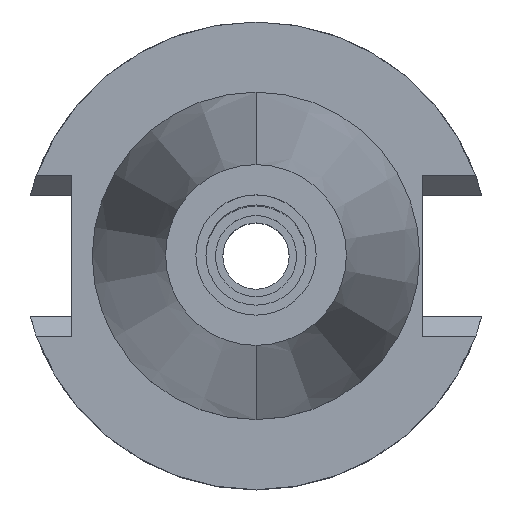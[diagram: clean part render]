
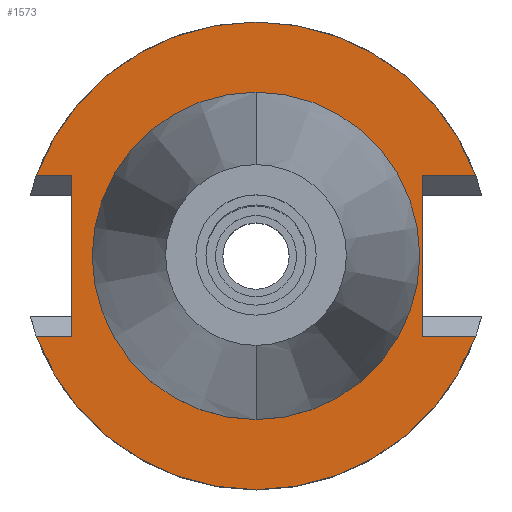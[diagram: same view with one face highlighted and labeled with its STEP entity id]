
A CAD part, top view. The second image highlights one B-rep face of the part: STEP entity #1573.
In plain terms, the highlighted planar face has unit normal (0, 0, 1).
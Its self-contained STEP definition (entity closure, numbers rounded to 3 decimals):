
#94=DIRECTION('',(0.,-1.,0.));
#95=VECTOR('',#94,21.78);
#96=CARTESIAN_POINT('',(22.57,10.89,-1.));
#97=LINE('',#96,#95);
#101=DIRECTION('',(1.,0.,0.));
#102=VECTOR('',#101,7.254);
#103=CARTESIAN_POINT('',(22.57,-10.89,-1.));
#104=LINE('',#103,#102);
#108=CARTESIAN_POINT('',(0.,0.,-1.));
#109=DIRECTION('',(0.,0.,-1.));
#110=DIRECTION('',(0.939,-0.343,0.));
#111=AXIS2_PLACEMENT_3D('',#108,#109,#110);
#116=CARTESIAN_POINT('',(0.,0.,-1.));
#117=DIRECTION('',(0.,0.,-1.));
#118=DIRECTION('',(0.,-1.,0.));
#119=AXIS2_PLACEMENT_3D('',#116,#117,#118);
#124=DIRECTION('',(-1.,0.,0.));
#125=VECTOR('',#124,4.844);
#126=CARTESIAN_POINT('',(-24.98,10.89,-1.));
#127=LINE('',#126,#125);
#131=CARTESIAN_POINT('',(0.,0.,-1.));
#132=DIRECTION('',(0.,0.,-1.));
#133=DIRECTION('',(-0.939,0.343,0.));
#134=AXIS2_PLACEMENT_3D('',#131,#132,#133);
#139=CARTESIAN_POINT('',(0.,0.,-1.));
#140=DIRECTION('',(0.,0.,-1.));
#141=DIRECTION('',(0.,1.,0.));
#142=AXIS2_PLACEMENT_3D('',#139,#140,#141);
#147=CARTESIAN_POINT('',(0.,0.,-1.));
#148=DIRECTION('',(0.,0.,1.));
#149=DIRECTION('',(0.,-1.,0.));
#150=AXIS2_PLACEMENT_3D('',#147,#148,#149);
#155=CARTESIAN_POINT('',(0.,0.,-1.));
#156=DIRECTION('',(0.,0.,1.));
#157=DIRECTION('',(0.,1.,0.));
#158=AXIS2_PLACEMENT_3D('',#155,#156,#157);
#291=DIRECTION('',(1.,0.,0.));
#292=VECTOR('',#291,7.254);
#293=CARTESIAN_POINT('',(22.57,10.89,-1.));
#294=LINE('',#293,#292);
#308=CARTESIAN_POINT('',(29.824,10.89,-1.));
#335=DIRECTION('',(0.,-1.,0.));
#336=VECTOR('',#335,21.78);
#337=CARTESIAN_POINT('',(-24.98,10.89,-1.));
#338=LINE('',#337,#336);
#561=DIRECTION('',(-1.,0.,0.));
#562=VECTOR('',#561,4.844);
#563=CARTESIAN_POINT('',(-24.98,-10.89,-1.));
#564=LINE('',#563,#562);
#575=CARTESIAN_POINT('',(29.824,-10.89,-1.));
#600=CARTESIAN_POINT('',(-29.824,-10.89,-1.));
#1356=CARTESIAN_POINT('',(22.57,-10.89,-1.));
#1357=VERTEX_POINT('',#1356);
#1358=CARTESIAN_POINT('',(22.57,10.89,-1.));
#1359=VERTEX_POINT('',#1358);
#1399=CARTESIAN_POINT('',(-24.98,10.89,-1.));
#1400=VERTEX_POINT('',#1399);
#1401=CARTESIAN_POINT('',(-24.98,-10.89,-1.));
#1402=VERTEX_POINT('',#1401);
#1445=VERTEX_POINT('',#575);
#1446=VERTEX_POINT('',#600);
#1447=CARTESIAN_POINT('',(0.,-31.75,-1.));
#1448=VERTEX_POINT('',#1447);
#1451=VERTEX_POINT('',#308);
#1452=CARTESIAN_POINT('',(0.,31.75,-1.));
#1453=VERTEX_POINT('',#1452);
#1454=CARTESIAN_POINT('',(-29.824,10.89,-1.));
#1455=VERTEX_POINT('',#1454);
#1456=CARTESIAN_POINT('',(0.,-22.225,-1.));
#1457=CARTESIAN_POINT('',(0.,22.225,-1.));
#1458=VERTEX_POINT('',#1456);
#1459=VERTEX_POINT('',#1457);
#1542=CARTESIAN_POINT('',(0.,0.,-1.));
#1543=DIRECTION('',(0.,0.,-1.));
#1544=DIRECTION('',(0.,-1.,0.));
#1545=AXIS2_PLACEMENT_3D('',#1542,#1543,#1544);
#1546=PLANE('',#1545);
#1548=ORIENTED_EDGE('',*,*,#1547,.T.);
#1550=ORIENTED_EDGE('',*,*,#1549,.T.);
#1552=ORIENTED_EDGE('',*,*,#1551,.T.);
#1554=ORIENTED_EDGE('',*,*,#1553,.T.);
#1556=ORIENTED_EDGE('',*,*,#1555,.F.);
#1558=ORIENTED_EDGE('',*,*,#1557,.F.);
#1560=ORIENTED_EDGE('',*,*,#1559,.T.);
#1562=ORIENTED_EDGE('',*,*,#1561,.T.);
#1564=ORIENTED_EDGE('',*,*,#1563,.T.);
#1566=ORIENTED_EDGE('',*,*,#1565,.F.);
#1567=EDGE_LOOP('',(#1548,#1550,#1552,#1554,#1556,#1558,#1560,#1562,#1564,
#1566));
#1568=FACE_OUTER_BOUND('',#1567,.F.);
#1569=ORIENTED_EDGE('',*,*,#1521,.T.);
#1570=ORIENTED_EDGE('',*,*,#1537,.T.);
#1571=EDGE_LOOP('',(#1569,#1570));
#1572=FACE_BOUND('',#1571,.F.);
#112=CIRCLE('',#111,31.75);
#120=CIRCLE('',#119,31.75);
#135=CIRCLE('',#134,31.75);
#143=CIRCLE('',#142,31.75);
#151=CIRCLE('',#150,22.225);
#159=CIRCLE('',#158,22.225);
#1521=EDGE_CURVE('',#1458,#1459,#151,.T.);
#1537=EDGE_CURVE('',#1459,#1458,#159,.T.);
#1547=EDGE_CURVE('',#1359,#1357,#97,.T.);
#1549=EDGE_CURVE('',#1357,#1445,#104,.T.);
#1551=EDGE_CURVE('',#1445,#1448,#112,.T.);
#1553=EDGE_CURVE('',#1448,#1446,#120,.T.);
#1555=EDGE_CURVE('',#1402,#1446,#564,.T.);
#1557=EDGE_CURVE('',#1400,#1402,#338,.T.);
#1559=EDGE_CURVE('',#1400,#1455,#127,.T.);
#1561=EDGE_CURVE('',#1455,#1453,#135,.T.);
#1563=EDGE_CURVE('',#1453,#1451,#143,.T.);
#1565=EDGE_CURVE('',#1359,#1451,#294,.T.);
#1573=ADVANCED_FACE('',(#1568,#1572),#1546,.F.);
